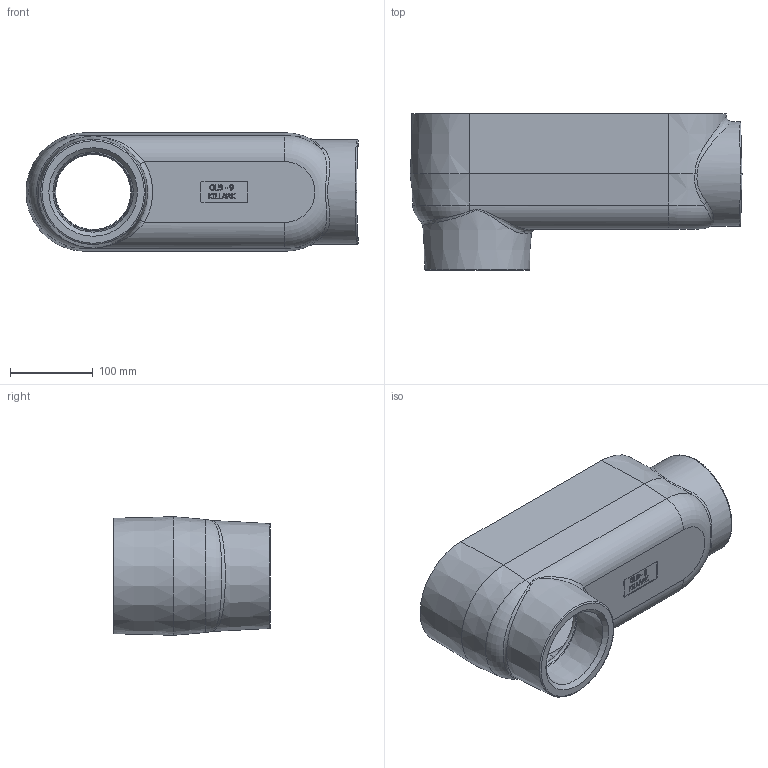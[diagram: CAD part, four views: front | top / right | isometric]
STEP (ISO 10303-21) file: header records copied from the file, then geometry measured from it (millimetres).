
FILE_DESCRIPTION(/* description */ (''),/* implementation_level */ '2;1');
FILE_NAME(/* name */ 'KIL_OLB-9.stp',/* time_stamp */ '2019-12-27T17:25:29+06:00',/* author */ ('kr'),/* organization */ (''),/* preprocessor_version */ 'ST-DEVELOPER v16.13',/* originating_system */ 'Autodesk Inventor 2018',/* authorisation */ '');
FILE_SCHEMA (('AUTOMOTIVE_DESIGN { 1 0 10303 214 3 1 1 }'));
Length unit declared in the file: inch
Products named in the file (1): OLB-9
Bounding box: 401.96 x 189.71 x 143.52 mm (x, y, z)
Volume: 1368943.1 mm3; surface area: 360970.1 mm2
Topology: 1 solids, 1 shells, 992 faces, 2654 edges, 1746 vertices
Faces by surface type: plane 528, bspline 382, cylinder 37, cone 29, torus 16
Full cylindrical faces by diameter (mm): 1.772 x1, 2.115 x1, 6.579 x2, 15.526 x1, 19.05 x1, 127 x1
Entity records: 34849 total; most frequent: CARTESIAN_POINT 12544, ORIENTED_EDGE 5254, DIRECTION 3329, EDGE_CURVE 2627, VERTEX_POINT 1741, LINE 1671, VECTOR 1671, EDGE_LOOP 1100
